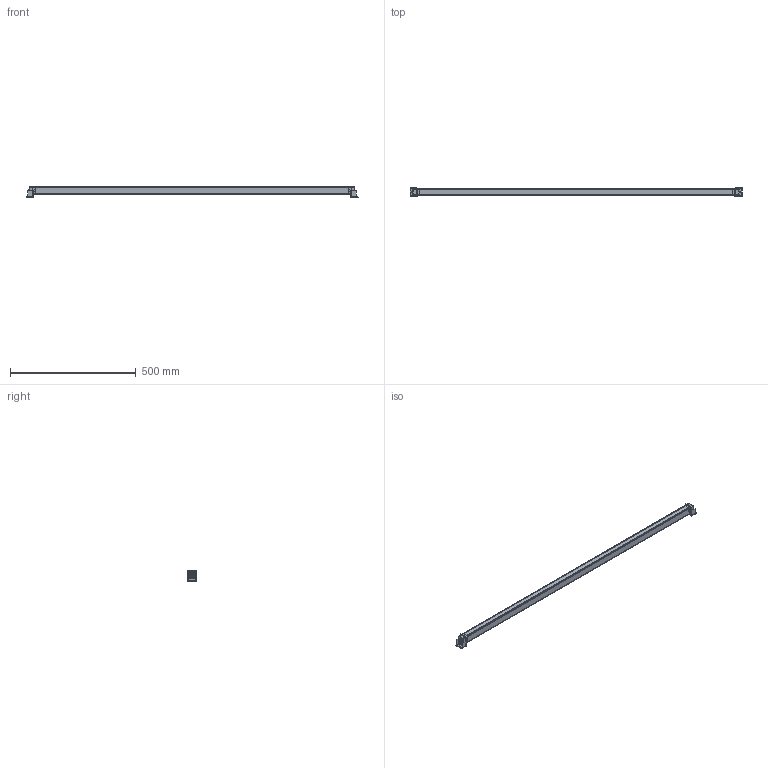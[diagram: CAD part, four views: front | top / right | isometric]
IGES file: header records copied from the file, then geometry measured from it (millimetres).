
Start section:  PTC IGES file: 244162_sm01.igs
Global section: file name: 244162_sm01.igs; native system: Creo Parametric by PTC Inc.; preprocessor: 2022414; author: banengservice; organization: Unknown; date: 20240819.085245; units: millimetre
Bounding box: 1319.31 x 33.02 x 43.88 mm (x, y, z)
Volume: 1002101.8 mm3; surface area: 645372.9 mm2
Topology: 9 solids, 9 shells, 1952 faces, 10117 edges, 12821 vertices
Faces by surface type: revolution 1252, bspline 700
